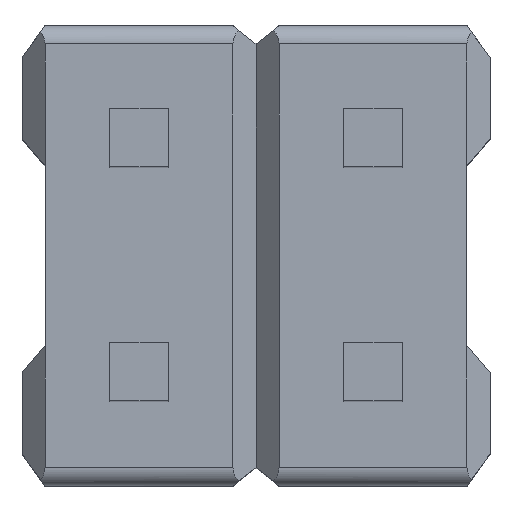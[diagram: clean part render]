
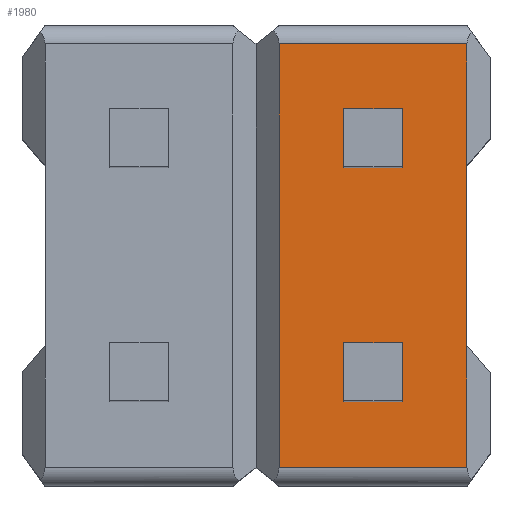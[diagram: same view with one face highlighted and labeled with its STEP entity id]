
A CAD part, top view. The second image highlights one B-rep face of the part: STEP entity #1980.
In plain terms, the highlighted planar face has unit normal (0, 0, 1).
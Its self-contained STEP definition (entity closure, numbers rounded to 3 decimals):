
#214=DIRECTION('',(1.,0.,0.));
#215=VECTOR('',#214,2.04);
#216=CARTESIAN_POINT('',(0.25,-2.3,0.));
#217=LINE('',#216,#215);
#506=DIRECTION('',(0.,-1.,0.));
#507=VECTOR('',#506,1.954);
#508=CARTESIAN_POINT('',(2.29,0.977,0.));
#509=LINE('',#508,#507);
#510=DIRECTION('',(0.,-1.,0.));
#511=VECTOR('',#510,1.323);
#512=CARTESIAN_POINT('',(2.29,-0.977,0.));
#513=LINE('',#512,#511);
#514=DIRECTION('',(0.,-1.,0.));
#515=VECTOR('',#514,4.6);
#516=CARTESIAN_POINT('',(0.25,2.3,0.));
#517=LINE('',#516,#515);
#518=DIRECTION('',(1.,0.,0.));
#519=VECTOR('',#518,2.04);
#520=CARTESIAN_POINT('',(0.25,2.3,0.));
#521=LINE('',#520,#519);
#522=DIRECTION('',(0.,-1.,0.));
#523=VECTOR('',#522,1.323);
#524=CARTESIAN_POINT('',(2.29,2.3,0.));
#525=LINE('',#524,#523);
#546=DIRECTION('',(0.,1.,0.));
#547=VECTOR('',#546,0.63);
#548=CARTESIAN_POINT('',(0.955,0.955,0.));
#549=LINE('',#548,#547);
#550=DIRECTION('',(-1.,0.,0.));
#551=VECTOR('',#550,0.63);
#552=CARTESIAN_POINT('',(1.585,0.955,0.));
#553=LINE('',#552,#551);
#554=DIRECTION('',(0.,1.,0.));
#555=VECTOR('',#554,0.63);
#556=CARTESIAN_POINT('',(1.585,0.955,0.));
#557=LINE('',#556,#555);
#558=DIRECTION('',(-1.,0.,0.));
#559=VECTOR('',#558,0.63);
#560=CARTESIAN_POINT('',(1.585,1.585,0.));
#561=LINE('',#560,#559);
#562=DIRECTION('',(-1.,0.,0.));
#563=VECTOR('',#562,0.63);
#564=CARTESIAN_POINT('',(1.585,-0.955,0.));
#565=LINE('',#564,#563);
#566=DIRECTION('',(0.,1.,0.));
#567=VECTOR('',#566,0.63);
#568=CARTESIAN_POINT('',(0.955,-1.585,0.));
#569=LINE('',#568,#567);
#570=DIRECTION('',(-1.,0.,0.));
#571=VECTOR('',#570,0.63);
#572=CARTESIAN_POINT('',(1.585,-1.585,0.));
#573=LINE('',#572,#571);
#574=DIRECTION('',(0.,1.,0.));
#575=VECTOR('',#574,0.63);
#576=CARTESIAN_POINT('',(1.585,-1.585,0.));
#577=LINE('',#576,#575);
#1094=CARTESIAN_POINT('',(0.955,0.955,0.));
#1095=CARTESIAN_POINT('',(0.955,1.585,0.));
#1096=VERTEX_POINT('',#1094);
#1097=VERTEX_POINT('',#1095);
#1098=CARTESIAN_POINT('',(1.585,0.955,0.));
#1099=CARTESIAN_POINT('',(1.585,1.585,0.));
#1100=VERTEX_POINT('',#1098);
#1101=VERTEX_POINT('',#1099);
#1102=CARTESIAN_POINT('',(1.585,-0.955,0.));
#1103=CARTESIAN_POINT('',(0.955,-0.955,0.));
#1104=VERTEX_POINT('',#1102);
#1105=VERTEX_POINT('',#1103);
#1106=CARTESIAN_POINT('',(1.585,-1.585,0.));
#1107=CARTESIAN_POINT('',(0.955,-1.585,0.));
#1108=VERTEX_POINT('',#1106);
#1109=VERTEX_POINT('',#1107);
#1198=CARTESIAN_POINT('',(2.29,0.977,0.));
#1199=CARTESIAN_POINT('',(2.29,-0.977,0.));
#1200=VERTEX_POINT('',#1198);
#1201=VERTEX_POINT('',#1199);
#1202=CARTESIAN_POINT('',(2.29,2.3,0.));
#1203=VERTEX_POINT('',#1202);
#1204=CARTESIAN_POINT('',(2.29,-2.3,0.));
#1205=VERTEX_POINT('',#1204);
#1222=CARTESIAN_POINT('',(0.25,-2.3,0.));
#1223=VERTEX_POINT('',#1222);
#1236=CARTESIAN_POINT('',(0.25,2.3,0.));
#1237=VERTEX_POINT('',#1236);
#1946=CARTESIAN_POINT('',(-2.54,2.3,0.));
#1947=DIRECTION('',(0.,0.,1.));
#1948=DIRECTION('',(0.,-1.,0.));
#1949=AXIS2_PLACEMENT_3D('',#1946,#1947,#1948);
#1950=PLANE('',#1949);
#1952=ORIENTED_EDGE('',*,*,#1951,.T.);
#1953=ORIENTED_EDGE('',*,*,#1749,.T.);
#1954=ORIENTED_EDGE('',*,*,#1522,.F.);
#1955=ORIENTED_EDGE('',*,*,#1580,.F.);
#1956=ORIENTED_EDGE('',*,*,#1941,.T.);
#1957=ORIENTED_EDGE('',*,*,#1727,.T.);
#1958=EDGE_LOOP('',(#1952,#1953,#1954,#1955,#1956,#1957));
#1959=FACE_OUTER_BOUND('',#1958,.F.);
#1961=ORIENTED_EDGE('',*,*,#1960,.F.);
#1963=ORIENTED_EDGE('',*,*,#1962,.F.);
#1965=ORIENTED_EDGE('',*,*,#1964,.T.);
#1967=ORIENTED_EDGE('',*,*,#1966,.T.);
#1968=EDGE_LOOP('',(#1961,#1963,#1965,#1967));
#1969=FACE_BOUND('',#1968,.F.);
#1971=ORIENTED_EDGE('',*,*,#1970,.T.);
#1973=ORIENTED_EDGE('',*,*,#1972,.F.);
#1975=ORIENTED_EDGE('',*,*,#1974,.F.);
#1977=ORIENTED_EDGE('',*,*,#1976,.T.);
#1978=EDGE_LOOP('',(#1971,#1973,#1975,#1977));
#1979=FACE_BOUND('',#1978,.F.);
#1522=EDGE_CURVE('',#1223,#1205,#217,.T.);
#1580=EDGE_CURVE('',#1237,#1223,#517,.T.);
#1727=EDGE_CURVE('',#1203,#1200,#525,.T.);
#1749=EDGE_CURVE('',#1201,#1205,#513,.T.);
#1941=EDGE_CURVE('',#1237,#1203,#521,.T.);
#1951=EDGE_CURVE('',#1200,#1201,#509,.T.);
#1960=EDGE_CURVE('',#1096,#1097,#549,.T.);
#1962=EDGE_CURVE('',#1100,#1096,#553,.T.);
#1964=EDGE_CURVE('',#1100,#1101,#557,.T.);
#1966=EDGE_CURVE('',#1101,#1097,#561,.T.);
#1970=EDGE_CURVE('',#1104,#1105,#565,.T.);
#1972=EDGE_CURVE('',#1109,#1105,#569,.T.);
#1974=EDGE_CURVE('',#1108,#1109,#573,.T.);
#1976=EDGE_CURVE('',#1108,#1104,#577,.T.);
#1980=ADVANCED_FACE('',(#1959,#1969,#1979),#1950,.T.);
